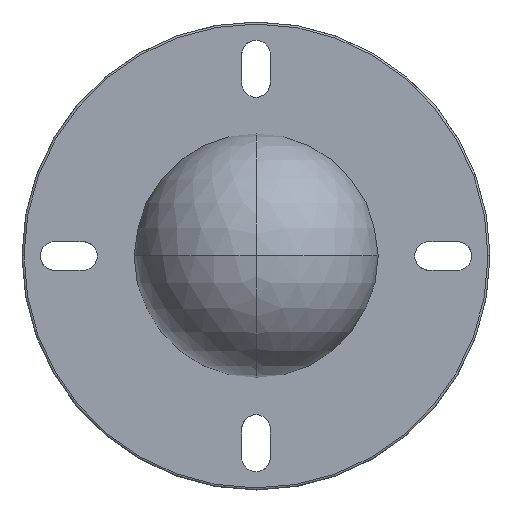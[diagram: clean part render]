
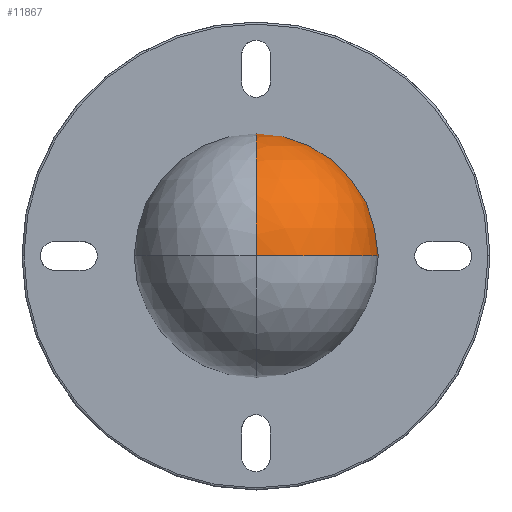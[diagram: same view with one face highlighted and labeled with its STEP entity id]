
A CAD part, top view. The second image highlights one B-rep face of the part: STEP entity #11867.
In plain terms, the highlighted spherical face has radius 30 mm.
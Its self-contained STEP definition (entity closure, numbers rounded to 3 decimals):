
#11722=CARTESIAN_POINT('',(0.,0.,0.));
#11723=DIRECTION('',(1.,0.,0.));
#11724=DIRECTION('',(0.,0.,1.));
#11725=AXIS2_PLACEMENT_3D('',#11722,#11723,#11724);
#11727=CARTESIAN_POINT('',(0.,0.,0.));
#11728=DIRECTION('',(-1.,0.,0.));
#11729=DIRECTION('',(0.,0.,1.));
#11730=AXIS2_PLACEMENT_3D('',#11727,#11728,#11729);
#11732=CARTESIAN_POINT('',(0.,29.874,0.));
#11733=DIRECTION('',(0.,1.,0.));
#11734=DIRECTION('',(0.,0.,1.));
#11735=AXIS2_PLACEMENT_3D('',#11732,#11733,#11734);
#11737=CARTESIAN_POINT('',(0.,0.,0.));
#11738=DIRECTION('',(0.,0.,-1.));
#11739=DIRECTION('',(0.092,0.996,0.));
#11740=AXIS2_PLACEMENT_3D('',#11737,#11738,#11739);
#11757=CARTESIAN_POINT('',(0.,0.,0.));
#11758=DIRECTION('',(0.,0.,1.));
#11759=DIRECTION('',(0.,-1.,0.));
#11760=AXIS2_PLACEMENT_3D('',#11757,#11758,#11759);
#11800=CARTESIAN_POINT('',(2.75,29.874,0.));
#11801=VERTEX_POINT('',#11800);
#11804=CARTESIAN_POINT('',(0.,0.,30.));
#11805=CARTESIAN_POINT('',(0.,29.874,2.75));
#11806=VERTEX_POINT('',#11804);
#11807=VERTEX_POINT('',#11805);
#11808=CARTESIAN_POINT('',(0.,-30.,0.));
#11809=VERTEX_POINT('',#11808);
#11816=CARTESIAN_POINT('',(30.,0.,0.));
#11817=VERTEX_POINT('',#11816);
#11853=CARTESIAN_POINT('',(0.,0.,0.));
#11854=DIRECTION('',(0.,0.,-1.));
#11855=DIRECTION('',(0.,-1.,0.));
#11856=AXIS2_PLACEMENT_3D('',#11853,#11854,#11855);
#11857=SPHERICAL_SURFACE('',#11856,30.);
#11859=ORIENTED_EDGE('',*,*,#11858,.F.);
#11860=ORIENTED_EDGE('',*,*,#11827,.F.);
#11861=ORIENTED_EDGE('',*,*,#11825,.T.);
#11862=ORIENTED_EDGE('',*,*,#11841,.T.);
#11864=ORIENTED_EDGE('',*,*,#11863,.T.);
#11865=EDGE_LOOP('',(#11859,#11860,#11861,#11862,#11864));
#11866=FACE_OUTER_BOUND('',#11865,.F.);
#11867=ADVANCED_FACE('',(#11866),#11857,.T.);
#11726=CIRCLE('',#11725,30.);
#11731=CIRCLE('',#11730,30.);
#11736=CIRCLE('',#11735,2.75);
#11741=CIRCLE('',#11740,30.);
#11761=CIRCLE('',#11760,30.);
#11825=EDGE_CURVE('',#11806,#11807,#11731,.T.);
#11827=EDGE_CURVE('',#11806,#11809,#11726,.T.);
#11841=EDGE_CURVE('',#11807,#11801,#11736,.T.);
#11858=EDGE_CURVE('',#11809,#11817,#11761,.T.);
#11863=EDGE_CURVE('',#11801,#11817,#11741,.T.);
